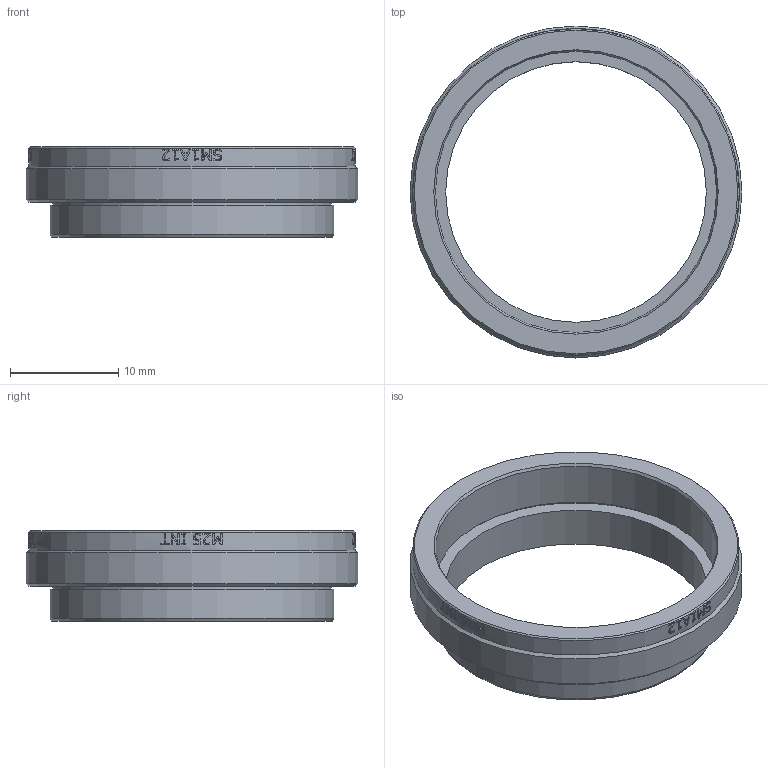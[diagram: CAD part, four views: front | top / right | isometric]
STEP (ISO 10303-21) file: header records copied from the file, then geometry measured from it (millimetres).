
FILE_DESCRIPTION(/* description */ (''),/* implementation_level */ '2;1');
FILE_NAME(/* name */ 'SM1A12-Step.step',/* time_stamp */ '2024-06-17T21:25:11-04:00',/* author */ (''),/* organization */ (''),/* preprocessor_version */ 'ST-DEVELOPER v20',/* originating_system */ 'Autodesk Translation Framework v12.20.1.177',/* authorisation */ '');
FILE_SCHEMA (('AUTOMOTIVE_DESIGN { 1 0 10303 214 3 1 1 }'));
Length unit declared in the file: inch
Products named in the file (1): SM1A12-Step
Bounding box: 30.73 x 30.73 x 8.37 mm (x, y, z)
Volume: 1332.2 mm3; surface area: 2024.2 mm2
Topology: 1 solids, 1 shells, 429 faces, 1170 edges, 779 vertices
Faces by surface type: plane 221, bspline 164, cylinder 39, cone 5
Full cylindrical faces by diameter (mm): 24.13 x1, 25.781 x1, 26.035 x1, 26.289 x1, 26.543 x1, 30.226 x1, 30.734 x1
Entity records: 23141 total; most frequent: CARTESIAN_POINT 12390, ORIENTED_EDGE 2340, DIRECTION 1807, EDGE_CURVE 1170, VERTEX_POINT 779, AXIS2_PLACEMENT_3D 617, LINE 573, VECTOR 573
